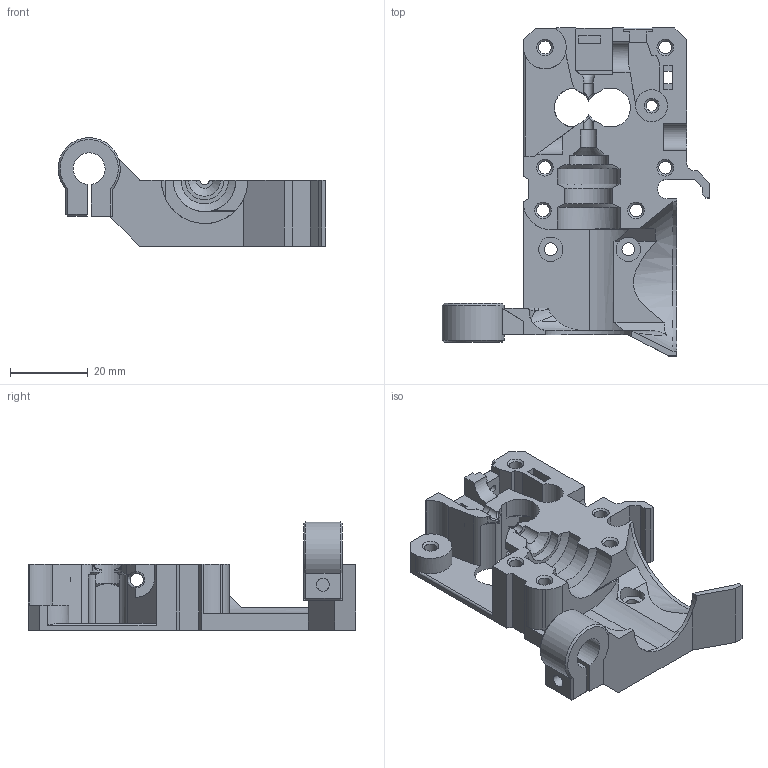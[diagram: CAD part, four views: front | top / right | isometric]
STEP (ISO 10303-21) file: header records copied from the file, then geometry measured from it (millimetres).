
FILE_DESCRIPTION(/* description */ (''),/* implementation_level */ '2;1');
FILE_NAME(/* name */ 'MB-printhead.extruder-body-R6(MirrorEdit).step',/* time_stamp */ '2023-03-27T17:24:16+02:00',/* author */ (''),/* organization */ (''),/* preprocessor_version */ 'ST-DEVELOPER v19.2',/* originating_system */ 'Autodesk Translation Framework v11.17.0.187',/* authorisation */ '');
FILE_SCHEMA (('AUTOMOTIVE_DESIGN { 1 0 10303 214 3 1 1 }'));
Length unit declared in the file: millimetre
Products named in the file (1): extruder-body-R6(MirrorEdit)
Bounding box: 68.99 x 84.5 x 27.97 mm (x, y, z)
Volume: 29222 mm3; surface area: 16083 mm2
Topology: 1 solids, 1 shells, 341 faces, 945 edges, 614 vertices
Faces by surface type: plane 205, cylinder 66, bspline 37, cone 29, torus 4
Full cylindrical faces by diameter (mm): 1.8 x1, 2.8 x3, 3.3 x11, 3.4 x3, 6.3 x2, 7 x1
Entity records: 11800 total; most frequent: CARTESIAN_POINT 3160, ORIENTED_EDGE 1890, DIRECTION 1634, EDGE_CURVE 945, LINE 640, VECTOR 640, VERTEX_POINT 614, AXIS2_PLACEMENT_3D 497
